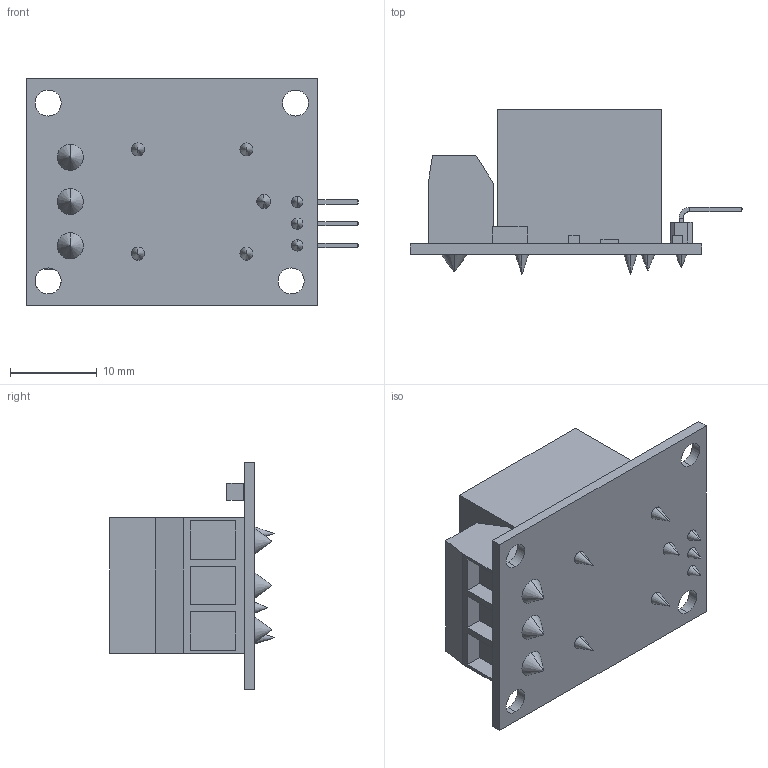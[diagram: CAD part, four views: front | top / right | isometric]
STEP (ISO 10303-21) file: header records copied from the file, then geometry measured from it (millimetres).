
FILE_DESCRIPTION (( 'STEP AP214' ), '1' );
FILE_NAME ('RelayModule_(1).STEP', '2024-09-04T12:09:39', ( '' ), ( '' ), 'SwSTEP 2.0', 'SolidWorks 2022', '' );
FILE_SCHEMA (( 'AUTOMOTIVE_DESIGN' ));
Length unit declared in the file: millimetre
Products named in the file (1): RelayModule_(1)
Bounding box: 38.25 x 19 x 26.2 mm (x, y, z)
Volume: 6607.7 mm3; surface area: 3819.4 mm2
Topology: 1 solids, 1 shells, 229 faces, 550 edges, 354 vertices
Faces by surface type: plane 187, cone 22, cylinder 20
Entity records: 8906 total; most frequent: CARTESIAN_POINT 1134, ORIENTED_EDGE 1100, DIRECTION 1096, EDGE_CURVE 550, VECTOR 464, LINE 464, VERTEX_POINT 354, AXIS2_PLACEMENT_3D 316
